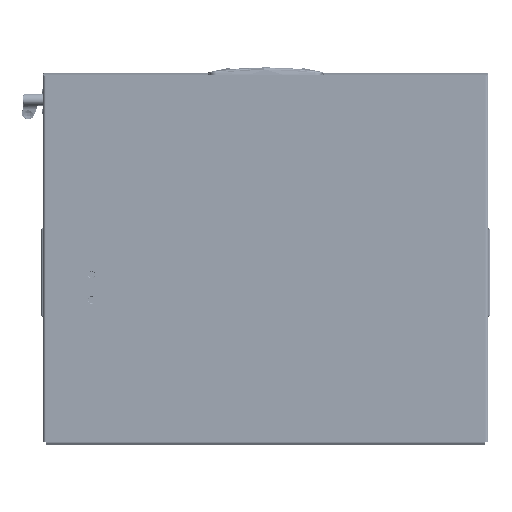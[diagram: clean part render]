
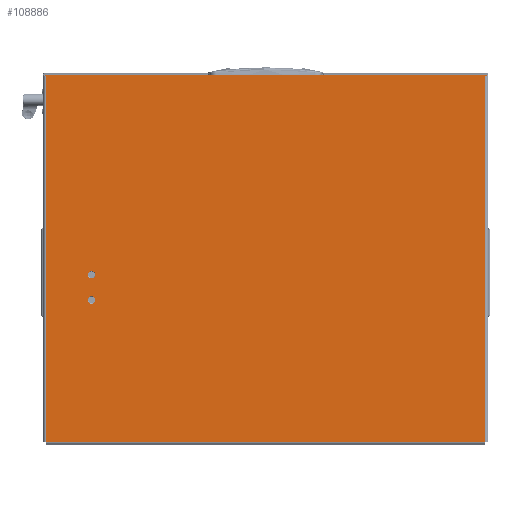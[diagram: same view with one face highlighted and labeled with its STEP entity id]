
A CAD part, front view. The second image highlights one B-rep face of the part: STEP entity #108886.
In plain terms, the highlighted face is planar.
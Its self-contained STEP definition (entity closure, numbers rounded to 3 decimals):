
#856 = LINE ( 'NONE', #32835, #139970 ) ;
#4085 = ORIENTED_EDGE ( 'NONE', *, *, #30971, .F. ) ;
#4221 = DIRECTION ( 'NONE',  ( 0., 0., -1. ) ) ;
#4620 = VECTOR ( 'NONE', #41260, 1000. ) ;
#4679 = CARTESIAN_POINT ( 'NONE',  ( 310., 545., 0. ) ) ;
#6633 = CIRCLE ( 'NONE', #94238, 5.2 ) ;
#7027 = ORIENTED_EDGE ( 'NONE', *, *, #42871, .F. ) ;
#7197 = VERTEX_POINT ( 'NONE', #54651 ) ;
#10391 = CARTESIAN_POINT ( 'NONE',  ( 315.2, 545., 0. ) ) ;
#10478 = EDGE_CURVE ( 'NONE', #7197, #145881, #144735, .T. ) ;
#10624 = ORIENTED_EDGE ( 'NONE', *, *, #10478, .T. ) ;
#10815 = CARTESIAN_POINT ( 'NONE',  ( 506., 608., 0. ) ) ;
#11952 = CARTESIAN_POINT ( 'NONE',  ( 275., 545., 0. ) ) ;
#13232 = DIRECTION ( 'NONE',  ( 0., 1., 0. ) ) ;
#14507 = CARTESIAN_POINT ( 'NONE',  ( 269.8, 545., 0. ) ) ;
#17443 = CARTESIAN_POINT ( 'NONE',  ( -2., 610., 0. ) ) ;
#19810 = EDGE_CURVE ( 'NONE', #103108, #27692, #72379, .T. ) ;
#20141 = EDGE_LOOP ( 'NONE', ( #76159, #7027 ) ) ;
#21937 = DIRECTION ( 'NONE',  ( 0., -1., 0. ) ) ;
#22794 = LINE ( 'NONE', #91269, #43098 ) ;
#23296 = CARTESIAN_POINT ( 'NONE',  ( 0., 608., 0. ) ) ;
#26237 = EDGE_CURVE ( 'NONE', #138857, #53702, #53347, .T. ) ;
#27692 = VERTEX_POINT ( 'NONE', #10391 ) ;
#29726 = AXIS2_PLACEMENT_3D ( 'NONE', #11952, #135482, #125035 ) ;
#30971 = EDGE_CURVE ( 'NONE', #34993, #98582, #128376, .T. ) ;
#31842 = EDGE_CURVE ( 'NONE', #7197, #133896, #98538, .T. ) ;
#32835 = CARTESIAN_POINT ( 'NONE',  ( 0., 610., 0. ) ) ;
#34993 = VERTEX_POINT ( 'NONE', #14507 ) ;
#40446 = DIRECTION ( 'NONE',  ( 0., 1., 0. ) ) ;
#41260 = DIRECTION ( 'NONE',  ( -1., 0., 0. ) ) ;
#42871 = EDGE_CURVE ( 'NONE', #27692, #103108, #6633, .T. ) ;
#43098 = VECTOR ( 'NONE', #135195, 1000. ) ;
#43215 = CARTESIAN_POINT ( 'NONE',  ( 280.2, 545., 0. ) ) ;
#46173 = DIRECTION ( 'NONE',  ( -1., 0., 0. ) ) ;
#46483 = ORIENTED_EDGE ( 'NONE', *, *, #139473, .T. ) ;
#47408 = CARTESIAN_POINT ( 'NONE',  ( -2., -2., 0. ) ) ;
#50763 = DIRECTION ( 'NONE',  ( 0., 0., -1. ) ) ;
#51816 = CARTESIAN_POINT ( 'NONE',  ( 0., 608., 0. ) ) ;
#52730 = ORIENTED_EDGE ( 'NONE', *, *, #69774, .T. ) ;
#53347 = LINE ( 'NONE', #98722, #113063 ) ;
#53702 = VERTEX_POINT ( 'NONE', #86042 ) ;
#54651 = CARTESIAN_POINT ( 'NONE',  ( 506., 608., 0. ) ) ;
#58107 = AXIS2_PLACEMENT_3D ( 'NONE', #4679, #50763, #95438 ) ;
#62771 = LINE ( 'NONE', #72499, #95912 ) ;
#62978 = FACE_BOUND ( 'NONE', #20141, .T. ) ;
#63985 = CARTESIAN_POINT ( 'NONE',  ( 0., -2., 0. ) ) ;
#64784 = EDGE_LOOP ( 'NONE', ( #121237, #46483, #122347, #52730, #97634, #116066, #10624, #66999 ) ) ;
#66999 = ORIENTED_EDGE ( 'NONE', *, *, #74298, .F. ) ;
#69774 = EDGE_CURVE ( 'NONE', #97860, #103885, #856, .T. ) ;
#70536 = CARTESIAN_POINT ( 'NONE',  ( 0., -4., 0. ) ) ;
#72379 = CIRCLE ( 'NONE', #58107, 5.2 ) ;
#72499 = CARTESIAN_POINT ( 'NONE',  ( -2., -4., 0. ) ) ;
#73397 = CARTESIAN_POINT ( 'NONE',  ( 310., 545., 0. ) ) ;
#74270 = DIRECTION ( 'NONE',  ( 0., 1., 0. ) ) ;
#74298 = EDGE_CURVE ( 'NONE', #53702, #145881, #99436, .T. ) ;
#76159 = ORIENTED_EDGE ( 'NONE', *, *, #19810, .F. ) ;
#77948 = DIRECTION ( 'NONE',  ( 1., 0., 0. ) ) ;
#78028 = CARTESIAN_POINT ( 'NONE',  ( 506., 0., 0. ) ) ;
#79773 = CARTESIAN_POINT ( 'NONE',  ( 275., 545., 0. ) ) ;
#83252 = EDGE_CURVE ( 'NONE', #98582, #34993, #105730, .T. ) ;
#83873 = PLANE ( 'NONE',  #123018 ) ;
#84747 = EDGE_CURVE ( 'NONE', #133896, #103885, #91385, .T. ) ;
#86042 = CARTESIAN_POINT ( 'NONE',  ( 0., 0., 0. ) ) ;
#90384 = AXIS2_PLACEMENT_3D ( 'NONE', #79773, #134787, #46173 ) ;
#91269 = CARTESIAN_POINT ( 'NONE',  ( 0., -2., 0. ) ) ;
#91385 = LINE ( 'NONE', #70536, #113221 ) ;
#91620 = DIRECTION ( 'NONE',  ( 1., 0., 0. ) ) ;
#93220 = EDGE_LOOP ( 'NONE', ( #4085, #103181 ) ) ;
#94238 = AXIS2_PLACEMENT_3D ( 'NONE', #73397, #129158, #118748 ) ;
#95438 = DIRECTION ( 'NONE',  ( -1., 0., 0. ) ) ;
#95912 = VECTOR ( 'NONE', #40446, 1000. ) ;
#97634 = ORIENTED_EDGE ( 'NONE', *, *, #84747, .F. ) ;
#97815 = CARTESIAN_POINT ( 'NONE',  ( 0., 608., 0. ) ) ;
#97860 = VERTEX_POINT ( 'NONE', #17443 ) ;
#98538 = LINE ( 'NONE', #97815, #4620 ) ;
#98582 = VERTEX_POINT ( 'NONE', #43215 ) ;
#98722 = CARTESIAN_POINT ( 'NONE',  ( 0., -4., 0. ) ) ;
#99436 = LINE ( 'NONE', #141340, #126893 ) ;
#103108 = VERTEX_POINT ( 'NONE', #136482 ) ;
#103181 = ORIENTED_EDGE ( 'NONE', *, *, #83252, .F. ) ;
#103885 = VERTEX_POINT ( 'NONE', #133776 ) ;
#105359 = DIRECTION ( 'NONE',  ( -1., 0., 0. ) ) ;
#105730 = CIRCLE ( 'NONE', #29726, 5.2 ) ;
#107925 = VECTOR ( 'NONE', #21937, 1000. ) ;
#108886 = ADVANCED_FACE ( 'NONE', ( #127750, #62978, #118800 ), #83873, .T. ) ;
#113063 = VECTOR ( 'NONE', #74270, 1000. ) ;
#113221 = VECTOR ( 'NONE', #13232, 1000. ) ;
#116066 = ORIENTED_EDGE ( 'NONE', *, *, #31842, .F. ) ;
#118748 = DIRECTION ( 'NONE',  ( -1., 0., 0. ) ) ;
#118800 = FACE_OUTER_BOUND ( 'NONE', #64784, .T. ) ;
#121237 = ORIENTED_EDGE ( 'NONE', *, *, #26237, .F. ) ;
#122347 = ORIENTED_EDGE ( 'NONE', *, *, #146715, .T. ) ;
#123018 = AXIS2_PLACEMENT_3D ( 'NONE', #51816, #4221, #105359 ) ;
#125035 = DIRECTION ( 'NONE',  ( -1., 0., 0. ) ) ;
#126893 = VECTOR ( 'NONE', #77948, 1000. ) ;
#127573 = VERTEX_POINT ( 'NONE', #47408 ) ;
#127750 = FACE_BOUND ( 'NONE', #93220, .T. ) ;
#128376 = CIRCLE ( 'NONE', #90384, 5.2 ) ;
#129158 = DIRECTION ( 'NONE',  ( 0., 0., -1. ) ) ;
#133776 = CARTESIAN_POINT ( 'NONE',  ( 0., 610., 0. ) ) ;
#133896 = VERTEX_POINT ( 'NONE', #23296 ) ;
#134787 = DIRECTION ( 'NONE',  ( 0., 0., -1. ) ) ;
#135195 = DIRECTION ( 'NONE',  ( -1., 0., 0. ) ) ;
#135482 = DIRECTION ( 'NONE',  ( 0., 0., -1. ) ) ;
#136482 = CARTESIAN_POINT ( 'NONE',  ( 304.8, 545., 0. ) ) ;
#138857 = VERTEX_POINT ( 'NONE', #63985 ) ;
#139473 = EDGE_CURVE ( 'NONE', #138857, #127573, #22794, .T. ) ;
#139970 = VECTOR ( 'NONE', #91620, 1000. ) ;
#141340 = CARTESIAN_POINT ( 'NONE',  ( 0., 0., 0. ) ) ;
#144735 = LINE ( 'NONE', #10815, #107925 ) ;
#145881 = VERTEX_POINT ( 'NONE', #78028 ) ;
#146715 = EDGE_CURVE ( 'NONE', #127573, #97860, #62771, .T. ) ;
